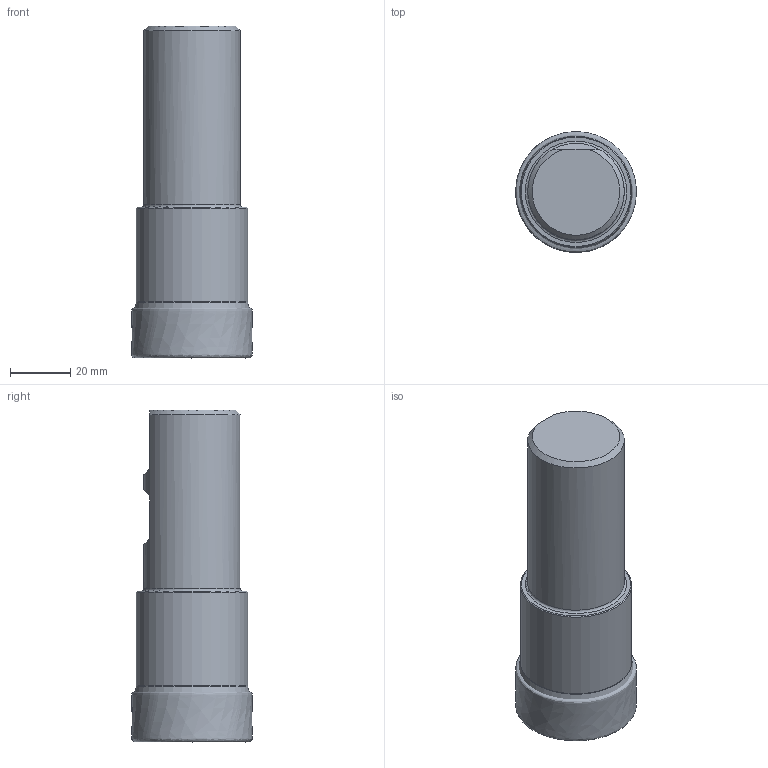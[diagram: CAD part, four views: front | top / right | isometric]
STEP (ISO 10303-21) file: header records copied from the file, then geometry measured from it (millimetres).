
FILE_DESCRIPTION(/* description */ (''),/* implementation_level */ '2;1');
FILE_NAME(/* name */ 'toolassembly_1.stp',/* time_stamp */ '2020-04-15T16:28:14+02:00',/* author */ (''),/* organization */ ('SMS'),/* preprocessor_version */ 'ST-DEVELOPER v16.7',/* originating_system */ 'SIEMENS PLM Software NX 12.0',/* authorisation */ '');
FILE_SCHEMA (('AUTOMOTIVE_DESIGN { 1 0 10303 214 3 1 1 1 }'));
Length unit declared in the file: millimetre
Products named in the file (4): CUT_20200415162738; ASSEMBLY_CONSTRUCTION; NOCUT_20200415162720; TOOLASSEMBLY_1
Assembly tree (3 placements, depth 2):
  TOOLASSEMBLY_1
    NOCUT_20200415162720
    ASSEMBLY_CONSTRUCTION
    CUT_20200415162738
Bounding box: 40.06 x 40.06 x 110.02 mm (x, y, z)
Volume: 115468.5 mm3; surface area: 18764.4 mm2
Topology: 2 solids, 2 shells, 28 faces, 62 edges, 45 vertices
Faces by surface type: plane 9, cone 8, torus 8, cylinder 2, bspline 1
Full cylindrical faces by diameter (mm): 31.992 x1, 36.876 x1
Entity records: 6125 total; most frequent: CARTESIAN_POINT 5440, DIRECTION 132, ORIENTED_EDGE 68, AXIS2_PLACEMENT_3D 62, EDGE_LOOP 47, FACE_BOUND 40, EDGE_CURVE 34, VERTEX_POINT 30
